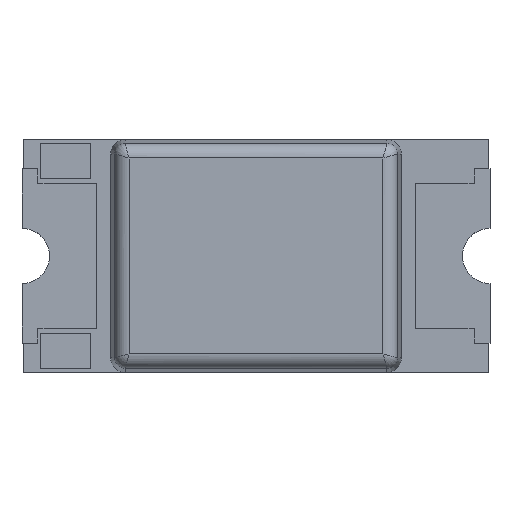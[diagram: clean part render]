
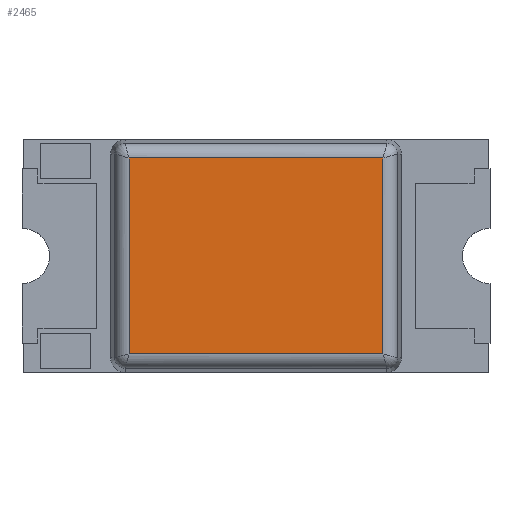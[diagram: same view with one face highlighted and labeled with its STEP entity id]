
A CAD part, top view. The second image highlights one B-rep face of the part: STEP entity #2465.
In plain terms, the highlighted planar face has unit normal (0, 0, 1).
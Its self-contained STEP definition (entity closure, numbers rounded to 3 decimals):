
#96 = ORIENTED_EDGE ( 'NONE', *, *, #5485, .T. ) ;
#173 = CARTESIAN_POINT ( 'NONE',  ( 0.873, 0.7, 0.66 ) ) ;
#242 = CARTESIAN_POINT ( 'NONE',  ( 0.9, -0.673, 0.66 ) ) ;
#520 = VERTEX_POINT ( 'NONE', #6915 ) ;
#574 = EDGE_CURVE ( 'NONE', #6749, #7604, #2676, .T. ) ;
#654 = CARTESIAN_POINT ( 'NONE',  ( 0.873, 0.673, 0.66 ) ) ;
#1056 = DIRECTION ( 'NONE',  ( 0., -1., 0. ) ) ;
#1153 = ORIENTED_EDGE ( 'NONE', *, *, #5537, .T. ) ;
#1481 = DIRECTION ( 'NONE',  ( 1., 0., 0. ) ) ;
#1579 = AXIS2_PLACEMENT_3D ( 'NONE', #4712, #5257, #1481 ) ;
#2029 = VECTOR ( 'NONE', #2842, 1000. ) ;
#2235 = CARTESIAN_POINT ( 'NONE',  ( -0.9, 0.673, 0.66 ) ) ;
#2414 = CARTESIAN_POINT ( 'NONE',  ( 0.873, -0.673, 0.66 ) ) ;
#2465 = ADVANCED_FACE ( 'NONE', ( #5378 ), #3422, .T. ) ;
#2564 = LINE ( 'NONE', #2235, #2029 ) ;
#2672 = EDGE_CURVE ( 'NONE', #6516, #6749, #6686, .T. ) ;
#2676 = LINE ( 'NONE', #173, #5882 ) ;
#2842 = DIRECTION ( 'NONE',  ( -1., 0., 0. ) ) ;
#2920 = DIRECTION ( 'NONE',  ( 1., 0., 0. ) ) ;
#3422 = PLANE ( 'NONE',  #1579 ) ;
#3653 = LINE ( 'NONE', #7591, #5664 ) ;
#4018 = CARTESIAN_POINT ( 'NONE',  ( -0.873, -0.673, 0.66 ) ) ;
#4712 = CARTESIAN_POINT ( 'NONE',  ( 0.9, -0.7, 0.66 ) ) ;
#5257 = DIRECTION ( 'NONE',  ( 0., 0., 1. ) ) ;
#5310 = DIRECTION ( 'NONE',  ( 0., 1., 0. ) ) ;
#5378 = FACE_OUTER_BOUND ( 'NONE', #5498, .T. ) ;
#5485 = EDGE_CURVE ( 'NONE', #7604, #520, #2564, .T. ) ;
#5498 = EDGE_LOOP ( 'NONE', ( #1153, #7006, #7857, #96 ) ) ;
#5537 = EDGE_CURVE ( 'NONE', #520, #6516, #3653, .T. ) ;
#5664 = VECTOR ( 'NONE', #1056, 1000. ) ;
#5882 = VECTOR ( 'NONE', #5310, 1000. ) ;
#6516 = VERTEX_POINT ( 'NONE', #4018 ) ;
#6686 = LINE ( 'NONE', #242, #8298 ) ;
#6749 = VERTEX_POINT ( 'NONE', #2414 ) ;
#6915 = CARTESIAN_POINT ( 'NONE',  ( -0.873, 0.673, 0.66 ) ) ;
#7006 = ORIENTED_EDGE ( 'NONE', *, *, #2672, .T. ) ;
#7591 = CARTESIAN_POINT ( 'NONE',  ( -0.873, -0.7, 0.66 ) ) ;
#7604 = VERTEX_POINT ( 'NONE', #654 ) ;
#7857 = ORIENTED_EDGE ( 'NONE', *, *, #574, .T. ) ;
#8298 = VECTOR ( 'NONE', #2920, 1000. ) ;
